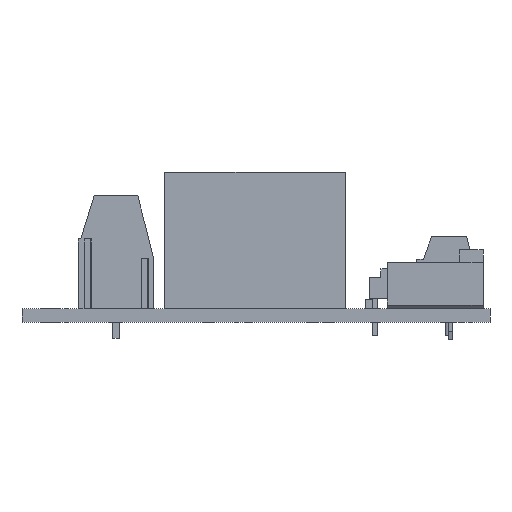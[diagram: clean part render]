
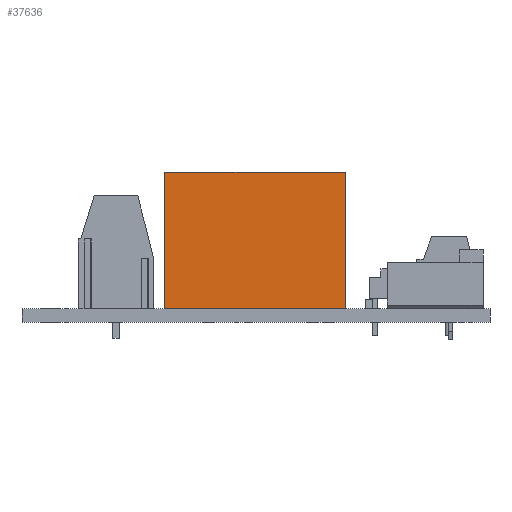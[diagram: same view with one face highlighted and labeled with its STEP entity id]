
A CAD part, left-side view. The second image highlights one B-rep face of the part: STEP entity #37636.
In plain terms, the highlighted planar face has unit normal (-1, 0, 0).
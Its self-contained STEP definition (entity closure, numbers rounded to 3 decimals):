
#37373 = EDGE_CURVE('',#37374,#37376,#37378,.T.);
#37374 = VERTEX_POINT('',#37375);
#37375 = CARTESIAN_POINT('',(-7.747,10.795,0.));
#37376 = VERTEX_POINT('',#37377);
#37377 = CARTESIAN_POINT('',(-7.747,10.795,16.332));
#37378 = SURFACE_CURVE('',#37379,(#37383,#37395),.PCURVE_S1.);
#37379 = LINE('',#37380,#37381);
#37380 = CARTESIAN_POINT('',(-7.747,10.795,0.));
#37381 = VECTOR('',#37382,1.);
#37382 = DIRECTION('',(0.,0.,1.));
#37383 = PCURVE('',#37384,#37389);
#37384 = PLANE('',#37385);
#37385 = AXIS2_PLACEMENT_3D('',#37386,#37387,#37388);
#37386 = CARTESIAN_POINT('',(-7.747,10.795,0.));
#37387 = DIRECTION('',(0.,1.,0.));
#37388 = DIRECTION('',(1.,0.,0.));
#37389 = DEFINITIONAL_REPRESENTATION('',(#37390),#37394);
#37390 = LINE('',#37391,#37392);
#37391 = CARTESIAN_POINT('',(0.,0.));
#37392 = VECTOR('',#37393,1.);
#37393 = DIRECTION('',(0.,-1.));
#37394 = ( GEOMETRIC_REPRESENTATION_CONTEXT(2) 
PARAMETRIC_REPRESENTATION_CONTEXT() REPRESENTATION_CONTEXT('2D SPACE',''
  ) );
#37395 = PCURVE('',#37396,#37401);
#37396 = PLANE('',#37397);
#37397 = AXIS2_PLACEMENT_3D('',#37398,#37399,#37400);
#37398 = CARTESIAN_POINT('',(-7.747,-10.795,0.));
#37399 = DIRECTION('',(-1.,0.,0.));
#37400 = DIRECTION('',(0.,1.,0.));
#37401 = DEFINITIONAL_REPRESENTATION('',(#37402),#37406);
#37402 = LINE('',#37403,#37404);
#37403 = CARTESIAN_POINT('',(21.59,0.));
#37404 = VECTOR('',#37405,1.);
#37405 = DIRECTION('',(0.,-1.));
#37406 = ( GEOMETRIC_REPRESENTATION_CONTEXT(2) 
PARAMETRIC_REPRESENTATION_CONTEXT() REPRESENTATION_CONTEXT('2D SPACE',''
  ) );
#37424 = PLANE('',#37425);
#37425 = AXIS2_PLACEMENT_3D('',#37426,#37427,#37428);
#37426 = CARTESIAN_POINT('',(-7.747,10.795,16.332));
#37427 = DIRECTION('',(0.,0.,1.));
#37428 = DIRECTION('',(1.,0.,0.));
#37478 = PLANE('',#37479);
#37479 = AXIS2_PLACEMENT_3D('',#37480,#37481,#37482);
#37480 = CARTESIAN_POINT('',(-7.747,10.795,0.));
#37481 = DIRECTION('',(0.,0.,1.));
#37482 = DIRECTION('',(1.,0.,0.));
#37533 = PLANE('',#37534);
#37534 = AXIS2_PLACEMENT_3D('',#37535,#37536,#37537);
#37535 = CARTESIAN_POINT('',(7.747,-10.795,0.));
#37536 = DIRECTION('',(0.,-1.,0.));
#37537 = DIRECTION('',(-1.,0.,0.));
#37571 = VERTEX_POINT('',#37572);
#37572 = CARTESIAN_POINT('',(-7.747,-10.795,16.332));
#37593 = EDGE_CURVE('',#37594,#37571,#37596,.T.);
#37594 = VERTEX_POINT('',#37595);
#37595 = CARTESIAN_POINT('',(-7.747,-10.795,0.));
#37596 = SURFACE_CURVE('',#37597,(#37601,#37608),.PCURVE_S1.);
#37597 = LINE('',#37598,#37599);
#37598 = CARTESIAN_POINT('',(-7.747,-10.795,0.));
#37599 = VECTOR('',#37600,1.);
#37600 = DIRECTION('',(0.,0.,1.));
#37601 = PCURVE('',#37533,#37602);
#37602 = DEFINITIONAL_REPRESENTATION('',(#37603),#37607);
#37603 = LINE('',#37604,#37605);
#37604 = CARTESIAN_POINT('',(15.494,0.));
#37605 = VECTOR('',#37606,1.);
#37606 = DIRECTION('',(0.,-1.));
#37607 = ( GEOMETRIC_REPRESENTATION_CONTEXT(2) 
PARAMETRIC_REPRESENTATION_CONTEXT() REPRESENTATION_CONTEXT('2D SPACE',''
  ) );
#37608 = PCURVE('',#37396,#37609);
#37609 = DEFINITIONAL_REPRESENTATION('',(#37610),#37614);
#37610 = LINE('',#37611,#37612);
#37611 = CARTESIAN_POINT('',(0.,0.));
#37612 = VECTOR('',#37613,1.);
#37613 = DIRECTION('',(0.,-1.));
#37614 = ( GEOMETRIC_REPRESENTATION_CONTEXT(2) 
PARAMETRIC_REPRESENTATION_CONTEXT() REPRESENTATION_CONTEXT('2D SPACE',''
  ) );
#37636 = ADVANCED_FACE('',(#37637),#37396,.T.);
#37637 = FACE_BOUND('',#37638,.T.);
#37638 = EDGE_LOOP('',(#37639,#37640,#37661,#37662));
#37639 = ORIENTED_EDGE('',*,*,#37593,.T.);
#37640 = ORIENTED_EDGE('',*,*,#37641,.T.);
#37641 = EDGE_CURVE('',#37571,#37376,#37642,.T.);
#37642 = SURFACE_CURVE('',#37643,(#37647,#37654),.PCURVE_S1.);
#37643 = LINE('',#37644,#37645);
#37644 = CARTESIAN_POINT('',(-7.747,-10.795,16.332));
#37645 = VECTOR('',#37646,1.);
#37646 = DIRECTION('',(0.,1.,0.));
#37647 = PCURVE('',#37396,#37648);
#37648 = DEFINITIONAL_REPRESENTATION('',(#37649),#37653);
#37649 = LINE('',#37650,#37651);
#37650 = CARTESIAN_POINT('',(0.,-16.332));
#37651 = VECTOR('',#37652,1.);
#37652 = DIRECTION('',(1.,0.));
#37653 = ( GEOMETRIC_REPRESENTATION_CONTEXT(2) 
PARAMETRIC_REPRESENTATION_CONTEXT() REPRESENTATION_CONTEXT('2D SPACE',''
  ) );
#37654 = PCURVE('',#37424,#37655);
#37655 = DEFINITIONAL_REPRESENTATION('',(#37656),#37660);
#37656 = LINE('',#37657,#37658);
#37657 = CARTESIAN_POINT('',(0.,-21.59));
#37658 = VECTOR('',#37659,1.);
#37659 = DIRECTION('',(0.,1.));
#37660 = ( GEOMETRIC_REPRESENTATION_CONTEXT(2) 
PARAMETRIC_REPRESENTATION_CONTEXT() REPRESENTATION_CONTEXT('2D SPACE',''
  ) );
#37661 = ORIENTED_EDGE('',*,*,#37373,.F.);
#37662 = ORIENTED_EDGE('',*,*,#37663,.F.);
#37663 = EDGE_CURVE('',#37594,#37374,#37664,.T.);
#37664 = SURFACE_CURVE('',#37665,(#37669,#37676),.PCURVE_S1.);
#37665 = LINE('',#37666,#37667);
#37666 = CARTESIAN_POINT('',(-7.747,-10.795,0.));
#37667 = VECTOR('',#37668,1.);
#37668 = DIRECTION('',(0.,1.,0.));
#37669 = PCURVE('',#37396,#37670);
#37670 = DEFINITIONAL_REPRESENTATION('',(#37671),#37675);
#37671 = LINE('',#37672,#37673);
#37672 = CARTESIAN_POINT('',(0.,0.));
#37673 = VECTOR('',#37674,1.);
#37674 = DIRECTION('',(1.,0.));
#37675 = ( GEOMETRIC_REPRESENTATION_CONTEXT(2) 
PARAMETRIC_REPRESENTATION_CONTEXT() REPRESENTATION_CONTEXT('2D SPACE',''
  ) );
#37676 = PCURVE('',#37478,#37677);
#37677 = DEFINITIONAL_REPRESENTATION('',(#37678),#37682);
#37678 = LINE('',#37679,#37680);
#37679 = CARTESIAN_POINT('',(0.,-21.59));
#37680 = VECTOR('',#37681,1.);
#37681 = DIRECTION('',(0.,1.));
#37682 = ( GEOMETRIC_REPRESENTATION_CONTEXT(2) 
PARAMETRIC_REPRESENTATION_CONTEXT() REPRESENTATION_CONTEXT('2D SPACE',''
  ) );
